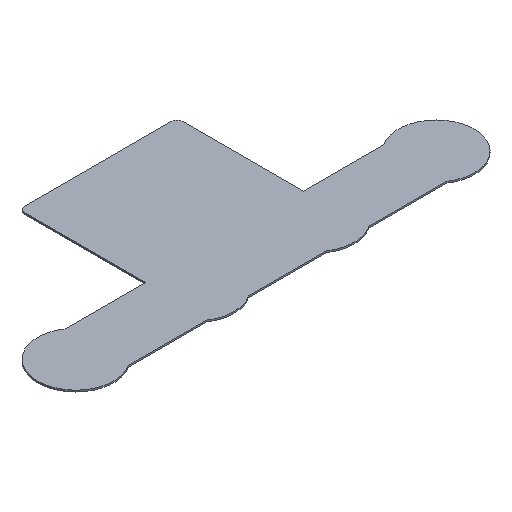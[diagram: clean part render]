
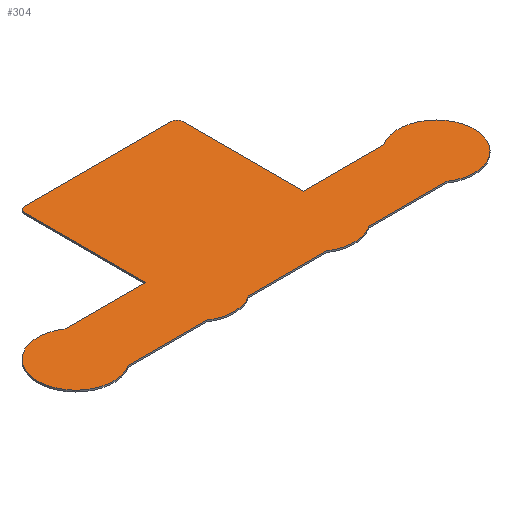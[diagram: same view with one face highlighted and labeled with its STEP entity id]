
A CAD part, isometric view. The second image highlights one B-rep face of the part: STEP entity #304.
In plain terms, the highlighted planar face has unit normal (0, 0, 1).
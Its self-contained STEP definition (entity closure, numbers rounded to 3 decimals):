
#24=PLANE('',#352);
#40=FACE_OUTER_BOUND('',#56,.T.);
#56=EDGE_LOOP('',(#269,#270,#271,#272,#273,#274,#275,#276,#277,#278,#279,
#280,#281,#282));
#61=LINE('',#456,#91);
#71=LINE('',#489,#101);
#74=LINE('',#495,#104);
#77=LINE('',#503,#107);
#80=LINE('',#511,#110);
#83=LINE('',#518,#113);
#84=LINE('',#520,#114);
#85=LINE('',#523,#115);
#91=VECTOR('',#367,10.);
#101=VECTOR('',#395,10.);
#104=VECTOR('',#400,10.);
#107=VECTOR('',#409,10.);
#110=VECTOR('',#418,10.);
#113=VECTOR('',#427,10.);
#114=VECTOR('',#430,10.);
#115=VECTOR('',#433,10.);
#117=CIRCLE('',#326,1.);
#124=CIRCLE('',#336,1.);
#125=CIRCLE('',#340,6.);
#126=CIRCLE('',#343,6.);
#127=CIRCLE('',#346,6.);
#128=CIRCLE('',#351,6.);
#129=VERTEX_POINT('',#443);
#130=VERTEX_POINT('',#444);
#134=VERTEX_POINT('',#454);
#146=VERTEX_POINT('',#482);
#147=VERTEX_POINT('',#483);
#148=VERTEX_POINT('',#488);
#149=VERTEX_POINT('',#492);
#150=VERTEX_POINT('',#494);
#151=VERTEX_POINT('',#498);
#152=VERTEX_POINT('',#502);
#153=VERTEX_POINT('',#506);
#154=VERTEX_POINT('',#510);
#155=VERTEX_POINT('',#514);
#156=VERTEX_POINT('',#522);
#157=EDGE_CURVE('',#129,#130,#117,.T.);
#163=EDGE_CURVE('',#129,#134,#61,.T.);
#176=EDGE_CURVE('',#146,#147,#124,.T.);
#179=EDGE_CURVE('',#148,#147,#71,.T.);
#182=EDGE_CURVE('',#150,#149,#74,.T.);
#184=EDGE_CURVE('',#151,#150,#125,.T.);
#186=EDGE_CURVE('',#152,#151,#77,.T.);
#188=EDGE_CURVE('',#153,#152,#126,.T.);
#190=EDGE_CURVE('',#154,#153,#80,.T.);
#192=EDGE_CURVE('',#155,#154,#127,.T.);
#194=EDGE_CURVE('',#134,#155,#83,.T.);
#195=EDGE_CURVE('',#146,#130,#84,.T.);
#196=EDGE_CURVE('',#156,#148,#85,.T.);
#198=EDGE_CURVE('',#149,#156,#128,.T.);
#269=ORIENTED_EDGE('',*,*,#157,.F.);
#270=ORIENTED_EDGE('',*,*,#163,.T.);
#271=ORIENTED_EDGE('',*,*,#194,.T.);
#272=ORIENTED_EDGE('',*,*,#192,.T.);
#273=ORIENTED_EDGE('',*,*,#190,.T.);
#274=ORIENTED_EDGE('',*,*,#188,.T.);
#275=ORIENTED_EDGE('',*,*,#186,.T.);
#276=ORIENTED_EDGE('',*,*,#184,.T.);
#277=ORIENTED_EDGE('',*,*,#182,.T.);
#278=ORIENTED_EDGE('',*,*,#198,.T.);
#279=ORIENTED_EDGE('',*,*,#196,.T.);
#280=ORIENTED_EDGE('',*,*,#179,.T.);
#281=ORIENTED_EDGE('',*,*,#176,.F.);
#282=ORIENTED_EDGE('',*,*,#195,.T.);
#304=ADVANCED_FACE('',(#40),#24,.T.);
#326=AXIS2_PLACEMENT_3D('',#445,#357,#358);
#336=AXIS2_PLACEMENT_3D('',#484,#389,#390);
#340=AXIS2_PLACEMENT_3D('',#499,#404,#405);
#343=AXIS2_PLACEMENT_3D('',#507,#413,#414);
#346=AXIS2_PLACEMENT_3D('',#515,#422,#423);
#351=AXIS2_PLACEMENT_3D('',#526,#437,#438);
#352=AXIS2_PLACEMENT_3D('',#527,#439,#440);
#357=DIRECTION('center_axis',(0.,0.,-1.));
#358=DIRECTION('ref_axis',(-0.707,0.707,0.));
#367=DIRECTION('',(0.,-1.,0.));
#389=DIRECTION('center_axis',(0.,0.,-1.));
#390=DIRECTION('ref_axis',(0.707,0.707,0.));
#395=DIRECTION('',(0.,1.,0.));
#400=DIRECTION('',(1.,0.,0.));
#404=DIRECTION('center_axis',(0.,0.,1.));
#405=DIRECTION('ref_axis',(-0.553,-0.833,0.));
#409=DIRECTION('',(1.,0.,0.));
#413=DIRECTION('center_axis',(0.,0.,1.));
#414=DIRECTION('ref_axis',(-0.553,-0.833,0.));
#418=DIRECTION('',(1.,0.,0.));
#422=DIRECTION('center_axis',(0.,0.,1.));
#423=DIRECTION('ref_axis',(0.553,0.833,0.));
#427=DIRECTION('',(-1.,0.,0.));
#430=DIRECTION('',(-1.,0.,0.));
#433=DIRECTION('',(-1.,0.,0.));
#437=DIRECTION('center_axis',(0.,0.,1.));
#438=DIRECTION('ref_axis',(-0.553,-0.833,0.));
#439=DIRECTION('center_axis',(0.,0.,1.));
#440=DIRECTION('ref_axis',(1.,0.,0.));
#443=CARTESIAN_POINT('',(-3.,24.,0.25));
#444=CARTESIAN_POINT('',(-2.,25.,0.25));
#445=CARTESIAN_POINT('Origin',(-2.,24.,0.25));
#454=CARTESIAN_POINT('',(-3.,5.,0.25));
#456=CARTESIAN_POINT('',(-3.,25.,0.25));
#482=CARTESIAN_POINT('',(21.,25.,0.25));
#483=CARTESIAN_POINT('',(22.,24.,0.25));
#484=CARTESIAN_POINT('Origin',(21.,24.,0.25));
#488=CARTESIAN_POINT('',(22.,5.,0.25));
#489=CARTESIAN_POINT('',(22.,5.,0.25));
#492=CARTESIAN_POINT('',(34.683,-5.,0.25));
#494=CARTESIAN_POINT('',(22.317,-5.,0.25));
#495=CARTESIAN_POINT('',(22.317,-5.,0.25));
#498=CARTESIAN_POINT('',(15.683,-5.,0.25));
#499=CARTESIAN_POINT('Origin',(19.,0.,0.25));
#502=CARTESIAN_POINT('',(3.317,-5.,0.25));
#503=CARTESIAN_POINT('',(3.317,-5.,0.25));
#506=CARTESIAN_POINT('',(-3.317,-5.,0.25));
#507=CARTESIAN_POINT('Origin',(0.,0.,0.25));
#510=CARTESIAN_POINT('',(-15.683,-5.,0.25));
#511=CARTESIAN_POINT('',(-15.683,-5.,0.25));
#514=CARTESIAN_POINT('',(-15.683,5.,0.25));
#515=CARTESIAN_POINT('Origin',(-19.,0.,0.25));
#518=CARTESIAN_POINT('',(-3.,5.,0.25));
#520=CARTESIAN_POINT('',(22.,25.,0.25));
#522=CARTESIAN_POINT('',(34.683,5.,0.25));
#523=CARTESIAN_POINT('',(34.683,5.,0.25));
#526=CARTESIAN_POINT('Origin',(38.,0.,0.25));
#527=CARTESIAN_POINT('Origin',(9.5,6.258,0.25));
